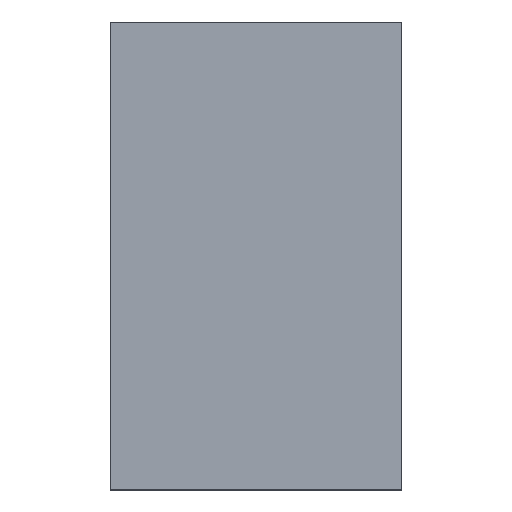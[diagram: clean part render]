
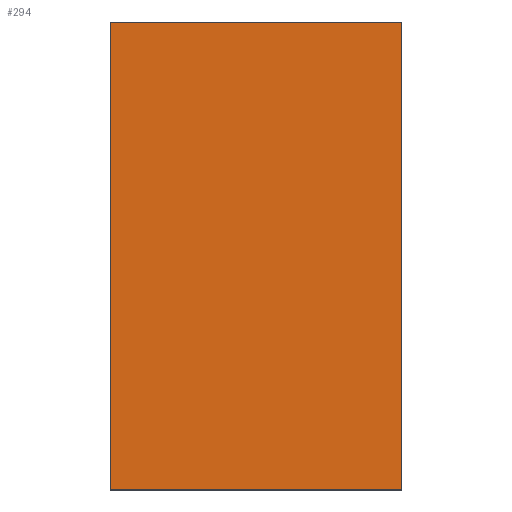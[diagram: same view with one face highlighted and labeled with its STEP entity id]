
A CAD part, top view. The second image highlights one B-rep face of the part: STEP entity #294.
In plain terms, the highlighted planar face has unit normal (0, 0, 1).
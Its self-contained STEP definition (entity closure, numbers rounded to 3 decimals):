
#281=AXIS2_PLACEMENT_3D('Plane Axis2P3D',#278,#279,#280) ;
#63=CARTESIAN_POINT('Vertex',(6.1,9.8,2.862)) ;
#66=CARTESIAN_POINT('Line Origine',(6.1,4.9,2.862)) ;
#70=CARTESIAN_POINT('Vertex',(6.1,0.,2.862)) ;
#188=CARTESIAN_POINT('Vertex',(0.,0.,2.862)) ;
#191=CARTESIAN_POINT('Line Origine',(0.,4.9,2.862)) ;
#195=CARTESIAN_POINT('Vertex',(0.,9.8,2.862)) ;
#266=CARTESIAN_POINT('Line Origine',(3.05,9.8,2.862)) ;
#278=CARTESIAN_POINT('Axis2P3D Location',(3.05,0.,2.862)) ;
#283=CARTESIAN_POINT('Line Origine',(3.05,0.,2.862)) ;
#67=DIRECTION('Vector Direction',(0.,1.,0.)) ;
#192=DIRECTION('Vector Direction',(0.,1.,0.)) ;
#267=DIRECTION('Vector Direction',(1.,0.,0.)) ;
#279=DIRECTION('Axis2P3D Direction',(0.,0.,-1.)) ;
#280=DIRECTION('Axis2P3D XDirection',(0.,1.,0.)) ;
#284=DIRECTION('Vector Direction',(1.,0.,0.)) ;
#68=VECTOR('Line Direction',#67,1.) ;
#193=VECTOR('Line Direction',#192,1.) ;
#268=VECTOR('Line Direction',#267,1.) ;
#285=VECTOR('Line Direction',#284,1.) ;
#289=ORIENTED_EDGE('',*,*,#270,.F.) ;
#290=ORIENTED_EDGE('',*,*,#197,.T.) ;
#291=ORIENTED_EDGE('',*,*,#287,.T.) ;
#292=ORIENTED_EDGE('',*,*,#72,.F.) ;
#294=ADVANCED_FACE('S3D positioniert',(#293),#282,.F.) ;
#72=EDGE_CURVE('',#64,#71,#69,.F.) ;
#197=EDGE_CURVE('',#196,#189,#194,.F.) ;
#270=EDGE_CURVE('',#196,#64,#269,.T.) ;
#287=EDGE_CURVE('',#189,#71,#286,.T.) ;
#288=EDGE_LOOP('',(#289,#290,#291,#292)) ;
#293=FACE_OUTER_BOUND('',#288,.T.) ;
#69=LINE('Line',#66,#68) ;
#194=LINE('Line',#191,#193) ;
#269=LINE('Line',#266,#268) ;
#286=LINE('Line',#283,#285) ;
#282=PLANE('',#281) ;
#64=VERTEX_POINT('',#63) ;
#71=VERTEX_POINT('',#70) ;
#189=VERTEX_POINT('',#188) ;
#196=VERTEX_POINT('',#195) ;
